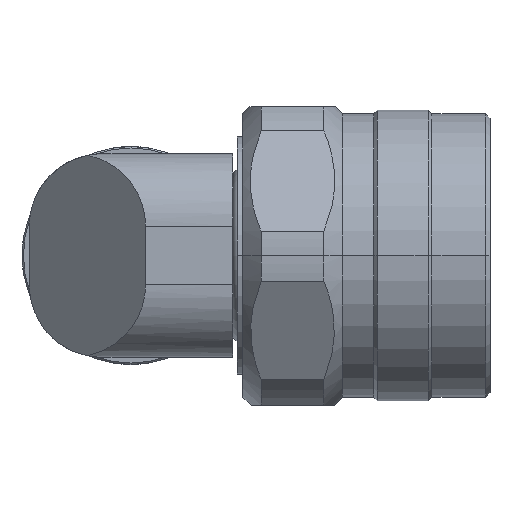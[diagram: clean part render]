
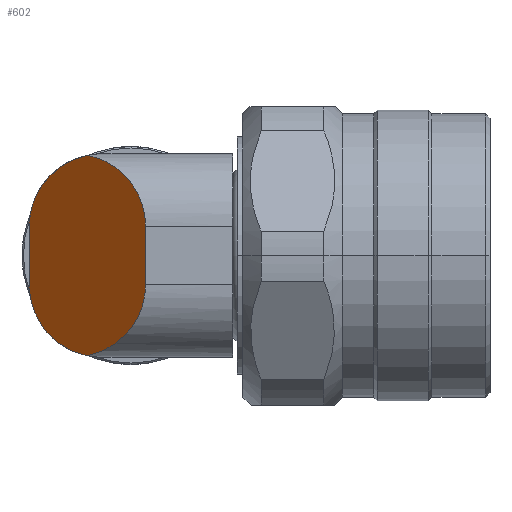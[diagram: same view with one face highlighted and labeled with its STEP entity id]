
A CAD part, left-side view. The second image highlights one B-rep face of the part: STEP entity #602.
In plain terms, the highlighted planar face has unit normal (-0.707, 0.707, 0).
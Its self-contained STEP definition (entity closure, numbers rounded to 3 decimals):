
#59 = LINE ( 'NONE', #2256, #2949 ) ;
#76 =( BOUNDED_CURVE ( )  B_SPLINE_CURVE ( 3, ( #3542, #2918, #4603, #4168 ),
 .UNSPECIFIED., .F., .T. ) 
 B_SPLINE_CURVE_WITH_KNOTS ( ( 4, 4 ),
 ( 3.142, 4.511 ),
 .UNSPECIFIED. ) 
 CURVE ( )  GEOMETRIC_REPRESENTATION_ITEM ( )  RATIONAL_B_SPLINE_CURVE ( ( 1., 0.85, 0.85, 1. ) ) 
 REPRESENTATION_ITEM ( '' )  );
#102 = CARTESIAN_POINT ( 'NONE',  ( -3., 3., -6.899 ) ) ;
#228 = LINE ( 'NONE', #712, #2932 ) ;
#295 = EDGE_CURVE ( 'NONE', #3374, #6495, #2054, .T. ) ;
#494 = CARTESIAN_POINT ( 'NONE',  ( -3., 3., -6.899 ) ) ;
#602 = ADVANCED_FACE ( 'NONE', ( #6375 ), #3742, .F. ) ;
#609 =( BOUNDED_CURVE ( )  B_SPLINE_CURVE ( 3, ( #4710, #4164, #3578, #102 ),
 .UNSPECIFIED., .F., .T. ) 
 B_SPLINE_CURVE_WITH_KNOTS ( ( 4, 4 ),
 ( 3.142, 4.511 ),
 .UNSPECIFIED. ) 
 CURVE ( )  GEOMETRIC_REPRESENTATION_ITEM ( )  RATIONAL_B_SPLINE_CURVE ( ( 1., 0.85, 0.85, 1. ) ) 
 REPRESENTATION_ITEM ( '' )  );
#712 = CARTESIAN_POINT ( 'NONE',  ( -7., -1., -7. ) ) ;
#721 = ORIENTED_EDGE ( 'NONE', *, *, #1311, .T. ) ;
#908 = CARTESIAN_POINT ( 'NONE',  ( -7., -1., -2. ) ) ;
#963 = CARTESIAN_POINT ( 'NONE',  ( -3., 3., -6.899 ) ) ;
#1061 = EDGE_CURVE ( 'NONE', #3516, #7403, #2296, .T. ) ;
#1235 = CARTESIAN_POINT ( 'NONE',  ( -3., 3., 6.899 ) ) ;
#1309 = ORIENTED_EDGE ( 'NONE', *, *, #1997, .T. ) ;
#1311 = EDGE_CURVE ( 'NONE', #1937, #3374, #76, .T. ) ;
#1937 = VERTEX_POINT ( 'NONE', #3092 ) ;
#1988 = CARTESIAN_POINT ( 'NONE',  ( 1., 7., 2. ) ) ;
#1997 = EDGE_CURVE ( 'NONE', #7151, #3516, #609, .T. ) ;
#2010 = CARTESIAN_POINT ( 'NONE',  ( -3., 3., 6.899 ) ) ;
#2051 = CARTESIAN_POINT ( 'NONE',  ( -0.569, 5.431, 6.403 ) ) ;
#2054 =( BOUNDED_CURVE ( )  B_SPLINE_CURVE ( 3, ( #2010, #2051, #2077, #1988 ),
 .UNSPECIFIED., .F., .T. ) 
 B_SPLINE_CURVE_WITH_KNOTS ( ( 4, 4 ),
 ( 4.914, 6.283 ),
 .UNSPECIFIED. ) 
 CURVE ( )  GEOMETRIC_REPRESENTATION_ITEM ( )  RATIONAL_B_SPLINE_CURVE ( ( 1., 0.85, 0.85, 1. ) ) 
 REPRESENTATION_ITEM ( '' )  );
#2077 = CARTESIAN_POINT ( 'NONE',  ( 1., 7., 4.481 ) ) ;
#2256 = CARTESIAN_POINT ( 'NONE',  ( 1., 7., -7. ) ) ;
#2296 =( BOUNDED_CURVE ( )  B_SPLINE_CURVE ( 3, ( #494, #6235, #4578, #5670 ),
 .UNSPECIFIED., .F., .T. ) 
 B_SPLINE_CURVE_WITH_KNOTS ( ( 4, 4 ),
 ( 4.914, 6.283 ),
 .UNSPECIFIED. ) 
 CURVE ( )  GEOMETRIC_REPRESENTATION_ITEM ( )  RATIONAL_B_SPLINE_CURVE ( ( 1., 0.85, 0.85, 1. ) ) 
 REPRESENTATION_ITEM ( '' )  );
#2336 = ORIENTED_EDGE ( 'NONE', *, *, #3765, .F. ) ;
#2754 = ORIENTED_EDGE ( 'NONE', *, *, #1061, .T. ) ;
#2829 = DIRECTION ( 'NONE',  ( 0., 0., 1. ) ) ;
#2918 = CARTESIAN_POINT ( 'NONE',  ( -7., -1., 4.481 ) ) ;
#2932 = VECTOR ( 'NONE', #4689, 1000. ) ;
#2949 = VECTOR ( 'NONE', #2829, 1000. ) ;
#3092 = CARTESIAN_POINT ( 'NONE',  ( -7., -1., 2. ) ) ;
#3374 = VERTEX_POINT ( 'NONE', #1235 ) ;
#3516 = VERTEX_POINT ( 'NONE', #963 ) ;
#3542 = CARTESIAN_POINT ( 'NONE',  ( -7., -1., 2. ) ) ;
#3578 = CARTESIAN_POINT ( 'NONE',  ( -0.569, 5.431, -6.403 ) ) ;
#3649 = CARTESIAN_POINT ( 'NONE',  ( 1., 7., -7. ) ) ;
#3742 = PLANE ( 'NONE',  #6556 ) ;
#3765 = EDGE_CURVE ( 'NONE', #7151, #6495, #59, .T. ) ;
#3794 = DIRECTION ( 'NONE',  ( 0.707, -0.707, 0. ) ) ;
#3817 = DIRECTION ( 'NONE',  ( 0., 0., 1. ) ) ;
#4164 = CARTESIAN_POINT ( 'NONE',  ( 1., 7., -4.481 ) ) ;
#4168 = CARTESIAN_POINT ( 'NONE',  ( -3., 3., 6.899 ) ) ;
#4237 = CARTESIAN_POINT ( 'NONE',  ( 1., 7., 2. ) ) ;
#4298 = ORIENTED_EDGE ( 'NONE', *, *, #295, .T. ) ;
#4350 = EDGE_LOOP ( 'NONE', ( #1309, #2754, #7122, #721, #4298, #2336 ) ) ;
#4578 = CARTESIAN_POINT ( 'NONE',  ( -7., -1., -4.481 ) ) ;
#4603 = CARTESIAN_POINT ( 'NONE',  ( -5.431, 0.569, 6.403 ) ) ;
#4689 = DIRECTION ( 'NONE',  ( 0., 0., -1. ) ) ;
#4710 = CARTESIAN_POINT ( 'NONE',  ( 1., 7., -2. ) ) ;
#5227 = EDGE_CURVE ( 'NONE', #1937, #7403, #228, .T. ) ;
#5670 = CARTESIAN_POINT ( 'NONE',  ( -7., -1., -2. ) ) ;
#6235 = CARTESIAN_POINT ( 'NONE',  ( -5.431, 0.569, -6.403 ) ) ;
#6375 = FACE_OUTER_BOUND ( 'NONE', #4350, .T. ) ;
#6428 = CARTESIAN_POINT ( 'NONE',  ( 1., 7., -2. ) ) ;
#6495 = VERTEX_POINT ( 'NONE', #4237 ) ;
#6556 = AXIS2_PLACEMENT_3D ( 'NONE', #3649, #3794, #3817 ) ;
#7122 = ORIENTED_EDGE ( 'NONE', *, *, #5227, .F. ) ;
#7151 = VERTEX_POINT ( 'NONE', #6428 ) ;
#7403 = VERTEX_POINT ( 'NONE', #908 ) ;
